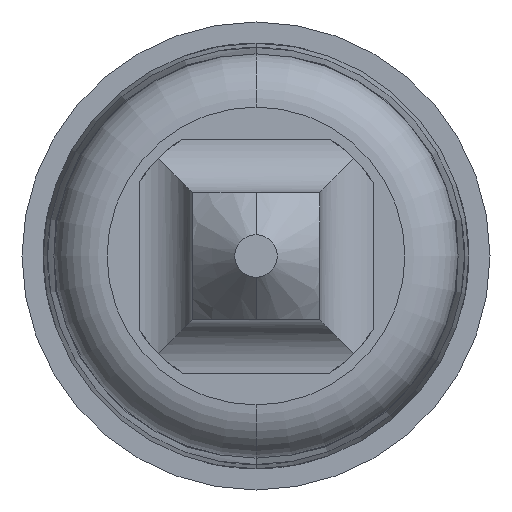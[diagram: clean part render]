
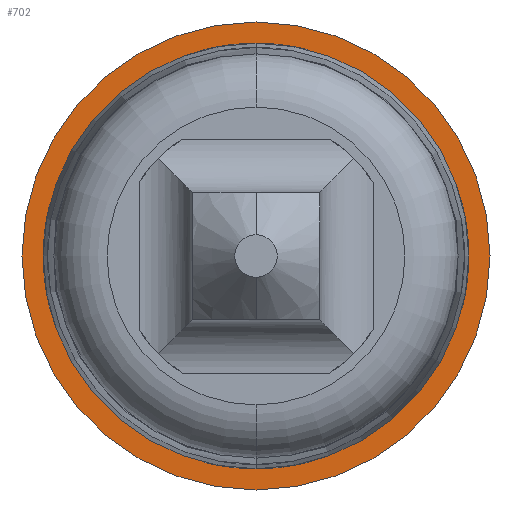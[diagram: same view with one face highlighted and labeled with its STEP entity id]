
A CAD part, front view. The second image highlights one B-rep face of the part: STEP entity #702.
In plain terms, the highlighted planar face has unit normal (0, -1, 0).
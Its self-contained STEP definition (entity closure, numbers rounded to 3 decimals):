
#42 = AXIS2_PLACEMENT_3D ( 'NONE', #3381, #130, #157 ) ;
#58 = CARTESIAN_POINT ( 'NONE',  ( 0., -0.178, 1. ) ) ;
#85 = CARTESIAN_POINT ( 'NONE',  ( 0., -0.178, -1.1 ) ) ;
#130 = DIRECTION ( 'NONE',  ( 0., 1., 0. ) ) ;
#157 = DIRECTION ( 'NONE',  ( 0., 0., 1. ) ) ;
#169 = ORIENTED_EDGE ( 'NONE', *, *, #2338, .F. ) ;
#172 = CARTESIAN_POINT ( 'NONE',  ( 0., -0.178, 0. ) ) ;
#388 = EDGE_LOOP ( 'NONE', ( #1060, #3439 ) ) ;
#702 = ADVANCED_FACE ( 'Defeature ausgef�hrt1_28', ( #866, #1377 ), #4255, .F. ) ;
#866 = FACE_OUTER_BOUND ( 'NONE', #2220, .T. ) ;
#931 = CARTESIAN_POINT ( 'NONE',  ( 0., -0.178, 1.1 ) ) ;
#948 = CIRCLE ( 'NONE', #3619, 1. ) ;
#973 = AXIS2_PLACEMENT_3D ( 'NONE', #2144, #1442, #1427 ) ;
#1013 = DIRECTION ( 'NONE',  ( 0., 1., 0. ) ) ;
#1060 = ORIENTED_EDGE ( 'NONE', *, *, #4169, .T. ) ;
#1206 = CARTESIAN_POINT ( 'NONE',  ( 0., -0.178, 0. ) ) ;
#1377 = FACE_BOUND ( 'NONE', #388, .T. ) ;
#1427 = DIRECTION ( 'NONE',  ( 0., 0., 1. ) ) ;
#1442 = DIRECTION ( 'NONE',  ( 0., 1., 0. ) ) ;
#1660 = CARTESIAN_POINT ( 'NONE',  ( 1., -0.178, 0. ) ) ;
#1861 = ORIENTED_EDGE ( 'NONE', *, *, #2142, .F. ) ;
#1945 = DIRECTION ( 'NONE',  ( 0., 0., 1. ) ) ;
#2074 = DIRECTION ( 'NONE',  ( 0., 0., 1. ) ) ;
#2078 = EDGE_CURVE ( 'Defeature ausgef�hrt1_28+Defeature ausgef�hrt1_0+Defeature ausgef�hrt1_0+Defeature ausgef�hrt1_0', #3527, #3701, #948, .T. ) ;
#2142 = EDGE_CURVE ( 'Defeature ausgef�hrt1_29+Defeature ausgef�hrt1_28+Defeature ausgef�hrt1_28+Defeature ausgef�hrt1_28', #3208, #2311, #4656, .T. ) ;
#2144 = CARTESIAN_POINT ( 'NONE',  ( 0., -0.178, 0. ) ) ;
#2206 = AXIS2_PLACEMENT_3D ( 'NONE', #1660, #1013, #2074 ) ;
#2220 = EDGE_LOOP ( 'NONE', ( #169, #1861 ) ) ;
#2240 = CIRCLE ( 'NONE', #973, 1. ) ;
#2311 = VERTEX_POINT ( 'NONE', #931 ) ;
#2338 = EDGE_CURVE ( 'Defeature ausgef�hrt1_29+Defeature ausgef�hrt1_28+Defeature ausgef�hrt1_28+Defeature ausgef�hrt1_28', #2311, #3208, #3834, .T. ) ;
#2361 = AXIS2_PLACEMENT_3D ( 'NONE', #172, #2711, #4202 ) ;
#2711 = DIRECTION ( 'NONE',  ( 0., 1., 0. ) ) ;
#3208 = VERTEX_POINT ( 'NONE', #85 ) ;
#3381 = CARTESIAN_POINT ( 'NONE',  ( 0., -0.178, 0. ) ) ;
#3409 = DIRECTION ( 'NONE',  ( 0., 1., 0. ) ) ;
#3439 = ORIENTED_EDGE ( 'NONE', *, *, #2078, .T. ) ;
#3527 = VERTEX_POINT ( 'NONE', #4256 ) ;
#3619 = AXIS2_PLACEMENT_3D ( 'NONE', #1206, #3409, #1945 ) ;
#3701 = VERTEX_POINT ( 'NONE', #58 ) ;
#3834 = CIRCLE ( 'NONE', #2361, 1.1 ) ;
#4169 = EDGE_CURVE ( 'Defeature ausgef�hrt1_28+Defeature ausgef�hrt1_0+Defeature ausgef�hrt1_0+Defeature ausgef�hrt1_0', #3701, #3527, #2240, .T. ) ;
#4202 = DIRECTION ( 'NONE',  ( 0., 0., 1. ) ) ;
#4255 = PLANE ( 'NONE',  #2206 ) ;
#4256 = CARTESIAN_POINT ( 'NONE',  ( 0., -0.178, -1. ) ) ;
#4656 = CIRCLE ( 'NONE', #42, 1.1 ) ;
